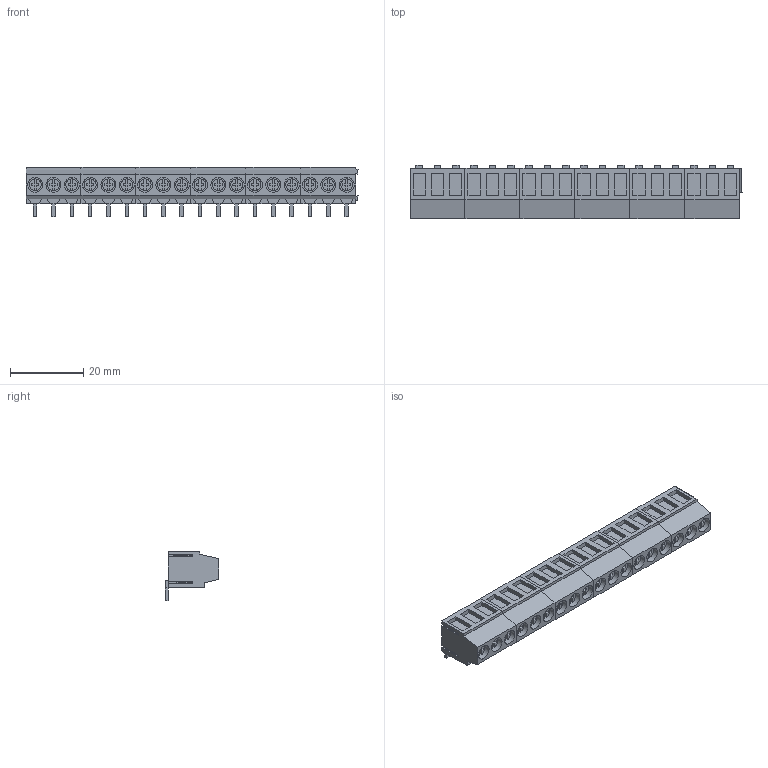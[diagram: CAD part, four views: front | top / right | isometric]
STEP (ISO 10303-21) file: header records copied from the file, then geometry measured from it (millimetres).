
FILE_DESCRIPTION(('CATIA V5 STEP Exchange','CAx-IF Rec.Pracs.--- Model Styling and Organization---1.2---2011-12-15'),'2;1');
FILE_NAME ('D1449978_0_1234400000_1234400000.stp','2018-03-31T09:57:58+00:00',('none'),('Weidmueller'),'CATIA Version 5-6 Release 2014','CATIA V5 STEP AP214','none');
FILE_SCHEMA(('AUTOMOTIVE_DESIGN { 1 0 10303 214 1 1 1 1 }'));
Length unit declared in the file: millimetre
Products named in the file (1): 1234400000
Bounding box: 90.6 x 14.6 x 13.5 mm (x, y, z)
Volume: 8592.5 mm3; surface area: 10368.2 mm2
Topology: 42 solids, 42 shells, 1272 faces, 3366 edges, 2232 vertices
Faces by surface type: plane 1164, cylinder 108
Entity records: 38528 total; most frequent: CARTESIAN_POINT 7690, ORIENTED_EDGE 6732, DIRECTION 5145, EDGE_CURVE 3366, VECTOR 3078, LINE 3078, VERTEX_POINT 2232, EDGE_LOOP 1326
